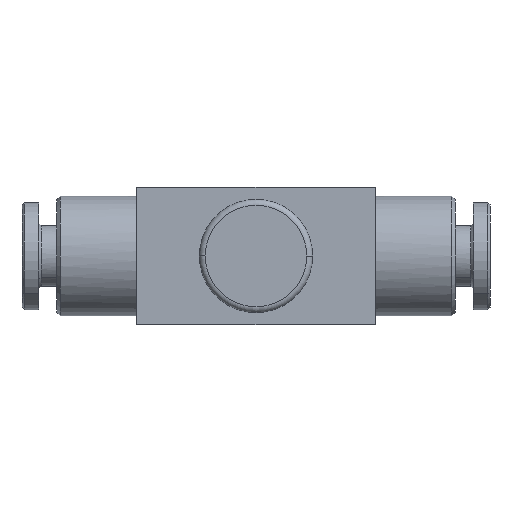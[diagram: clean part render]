
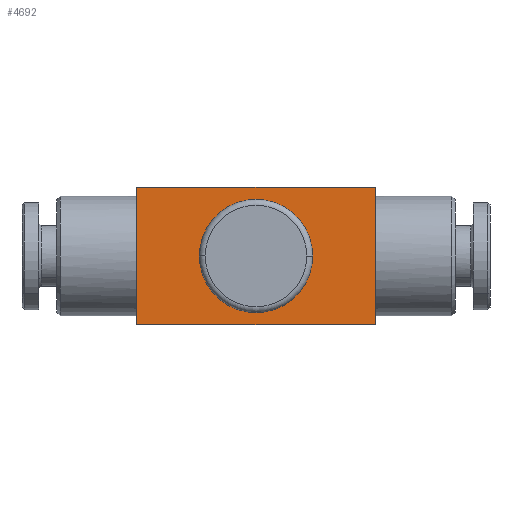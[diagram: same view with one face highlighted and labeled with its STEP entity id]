
A CAD part, front view. The second image highlights one B-rep face of the part: STEP entity #4692.
In plain terms, the highlighted planar face has unit normal (0, -1, 0).
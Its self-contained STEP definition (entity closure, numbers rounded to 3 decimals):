
#2240=CARTESIAN_POINT('Vertex',(-4.75,0.,0.)) ;
#2243=CARTESIAN_POINT('Axis2P3D Location',(0.,0.,0.)) ;
#2247=CARTESIAN_POINT('Vertex',(4.75,0.,0.)) ;
#2262=CARTESIAN_POINT('Axis2P3D Location',(0.,0.,0.)) ;
#2933=CARTESIAN_POINT('Vertex',(10.,0.,-5.75)) ;
#2936=CARTESIAN_POINT('Line Origine',(0.,0.,-5.75)) ;
#2940=CARTESIAN_POINT('Vertex',(-10.,0.,-5.75)) ;
#4494=CARTESIAN_POINT('Vertex',(10.,0.,5.75)) ;
#4497=CARTESIAN_POINT('Line Origine',(10.,0.,0.)) ;
#4523=CARTESIAN_POINT('Line Origine',(-10.,0.,0.)) ;
#4527=CARTESIAN_POINT('Vertex',(-10.,0.,5.75)) ;
#4551=CARTESIAN_POINT('Line Origine',(0.,0.,5.75)) ;
#4677=CARTESIAN_POINT('Axis2P3D Location',(10.,0.,0.)) ;
#2244=DIRECTION('Axis2P3D Direction',(-0.,-1.,0.)) ;
#2263=DIRECTION('Axis2P3D Direction',(-0.,-1.,0.)) ;
#2937=DIRECTION('Vector Direction',(-1.,0.,0.)) ;
#4498=DIRECTION('Vector Direction',(0.,0.,1.)) ;
#4524=DIRECTION('Vector Direction',(0.,0.,1.)) ;
#4552=DIRECTION('Vector Direction',(-1.,0.,0.)) ;
#4678=DIRECTION('Axis2P3D Direction',(0.,1.,-0.)) ;
#4679=DIRECTION('Axis2P3D XDirection',(-1.,0.,0.)) ;
#2245=AXIS2_PLACEMENT_3D('Circle Axis2P3D',#2243,#2244,$) ;
#2264=AXIS2_PLACEMENT_3D('Circle Axis2P3D',#2262,#2263,$) ;
#4680=AXIS2_PLACEMENT_3D('Plane Axis2P3D',#4677,#4678,#4679) ;
#4683=ORIENTED_EDGE('',*,*,#4529,.F.) ;
#4684=ORIENTED_EDGE('',*,*,#2942,.T.) ;
#4685=ORIENTED_EDGE('',*,*,#4501,.T.) ;
#4686=ORIENTED_EDGE('',*,*,#4555,.F.) ;
#4689=ORIENTED_EDGE('',*,*,#2249,.F.) ;
#4690=ORIENTED_EDGE('',*,*,#2266,.F.) ;
#4691=FACE_BOUND('',#4688,.T.) ;
#2938=VECTOR('Line Direction',#2937,1.) ;
#4499=VECTOR('Line Direction',#4498,1.) ;
#4525=VECTOR('Line Direction',#4524,1.) ;
#4553=VECTOR('Line Direction',#4552,1.) ;
#4692=ADVANCED_FACE('Corps principal',(#4687,#4691),#4681,.F.) ;
#2246=CIRCLE('generated circle',#2245,4.75) ;
#2265=CIRCLE('generated circle',#2264,4.75) ;
#2249=EDGE_CURVE('',#2241,#2248,#2246,.T.) ;
#2266=EDGE_CURVE('',#2248,#2241,#2265,.T.) ;
#2942=EDGE_CURVE('',#2941,#2934,#2939,.F.) ;
#4501=EDGE_CURVE('',#2934,#4495,#4500,.T.) ;
#4529=EDGE_CURVE('',#2941,#4528,#4526,.T.) ;
#4555=EDGE_CURVE('',#4528,#4495,#4554,.F.) ;
#4682=EDGE_LOOP('',(#4683,#4684,#4685,#4686)) ;
#4688=EDGE_LOOP('',(#4689,#4690)) ;
#4687=FACE_OUTER_BOUND('',#4682,.T.) ;
#2939=LINE('Line',#2936,#2938) ;
#4500=LINE('Line',#4497,#4499) ;
#4526=LINE('Line',#4523,#4525) ;
#4554=LINE('Line',#4551,#4553) ;
#4681=PLANE('',#4680) ;
#2241=VERTEX_POINT('',#2240) ;
#2248=VERTEX_POINT('',#2247) ;
#2934=VERTEX_POINT('',#2933) ;
#2941=VERTEX_POINT('',#2940) ;
#4495=VERTEX_POINT('',#4494) ;
#4528=VERTEX_POINT('',#4527) ;
